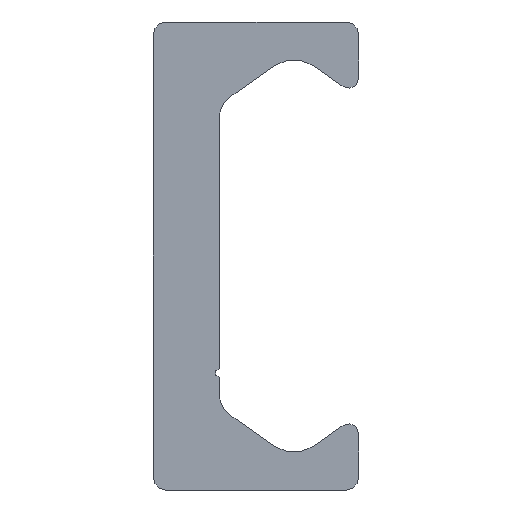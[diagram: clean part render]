
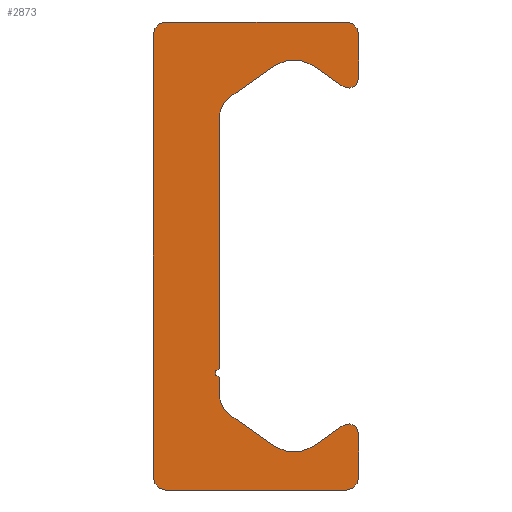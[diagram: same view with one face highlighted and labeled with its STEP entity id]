
A CAD part, left-side view. The second image highlights one B-rep face of the part: STEP entity #2873.
In plain terms, the highlighted planar face has unit normal (-1, 0, 0).
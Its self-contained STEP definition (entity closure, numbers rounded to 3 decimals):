
#1988=CARTESIAN_POINT('',(0.0,2.2,-8.283));
#1989=VERTEX_POINT('',#1988);
#1996=CARTESIAN_POINT('',(0.0,1.56,-9.512));
#1997=VERTEX_POINT('',#1996);
#1998=CARTESIAN_POINT('',(0.0,0.7,-8.283));
#1999=DIRECTION('',(-1.0,0.0,0.0));
#2000=DIRECTION('',(0.0,-0.574,0.819));
#2001=AXIS2_PLACEMENT_3D('',#1998,#1999,#2000);
#2002=CIRCLE('',#2001,1.5);
#2003=EDGE_CURVE('',#1989,#1997,#2002,.T.);
#2027=CARTESIAN_POINT('',(0.0,2.2,-7.25));
#2028=VERTEX_POINT('',#2027);
#2035=CARTESIAN_POINT('',(0.0,2.2,-7.25));
#2036=DIRECTION('',(0.0,0.0,-1.0));
#2037=VECTOR('',#2036,1.033);
#2038=LINE('',#2035,#2037);
#2039=EDGE_CURVE('',#2028,#1989,#2038,.T.);
#2059=CARTESIAN_POINT('',(0.0,2.2,-6.75));
#2060=VERTEX_POINT('',#2059);
#2067=CARTESIAN_POINT('',(0.0,2.2,-7.));
#2068=DIRECTION('',(-1.0,0.0,0.0));
#2069=DIRECTION('',(0.0,-1.0,0.0));
#2070=AXIS2_PLACEMENT_3D('',#2067,#2068,#2069);
#2071=CIRCLE('',#2070,0.25);
#2072=EDGE_CURVE('',#2060,#2028,#2071,.T.);
#2091=CARTESIAN_POINT('',(0.0,2.2,8.283));
#2092=VERTEX_POINT('',#2091);
#2099=CARTESIAN_POINT('',(0.0,2.2,8.283));
#2100=DIRECTION('',(0.0,0.0,-1.0));
#2101=VECTOR('',#2100,15.033);
#2102=LINE('',#2099,#2101);
#2103=EDGE_CURVE('',#2092,#2060,#2102,.T.);
#2207=CARTESIAN_POINT('',(0.0,1.56,9.512));
#2208=VERTEX_POINT('',#2207);
#2215=CARTESIAN_POINT('',(0.0,0.7,8.283));
#2216=DIRECTION('',(-1.0,0.0,0.0));
#2217=DIRECTION('',(0.0,-1.0,0.0));
#2218=AXIS2_PLACEMENT_3D('',#2215,#2216,#2217);
#2219=CIRCLE('',#2218,1.5);
#2220=EDGE_CURVE('',#2208,#2092,#2219,.T.);
#2239=CARTESIAN_POINT('',(0.0,-1.123,11.391));
#2240=VERTEX_POINT('',#2239);
#2247=CARTESIAN_POINT('',(0.0,-1.123,11.391));
#2248=DIRECTION('',(0.0,0.819,-0.574));
#2249=VECTOR('',#2248,3.276);
#2250=LINE('',#2247,#2249);
#2251=EDGE_CURVE('',#2240,#2208,#2250,.T.);
#2271=CARTESIAN_POINT('',(0.0,-3.417,11.391));
#2272=VERTEX_POINT('',#2271);
#2279=CARTESIAN_POINT('',(0.0,-2.27,9.753));
#2280=DIRECTION('',(-1.0,0.0,0.0));
#2281=DIRECTION('',(0.0,-0.574,-0.819));
#2282=AXIS2_PLACEMENT_3D('',#2279,#2280,#2281);
#2283=CIRCLE('',#2282,2.);
#2284=EDGE_CURVE('',#2272,#2240,#2283,.T.);
#2303=CARTESIAN_POINT('',(0.0,-5.206,10.139));
#2304=VERTEX_POINT('',#2303);
#2311=CARTESIAN_POINT('',(0.0,-5.206,10.139));
#2312=DIRECTION('',(0.0,0.819,0.574));
#2313=VECTOR('',#2312,2.184);
#2314=LINE('',#2311,#2313);
#2315=EDGE_CURVE('',#2304,#2272,#2314,.T.);
#2335=CARTESIAN_POINT('',(0.0,-6.15,10.63));
#2336=VERTEX_POINT('',#2335);
#2343=CARTESIAN_POINT('',(0.0,-5.55,10.63));
#2344=DIRECTION('',(1.0,0.0,0.0));
#2345=DIRECTION('',(0.0,-1.0,0.0));
#2346=AXIS2_PLACEMENT_3D('',#2343,#2344,#2345);
#2347=CIRCLE('',#2346,0.6);
#2348=EDGE_CURVE('',#2336,#2304,#2347,.T.);
#2367=CARTESIAN_POINT('',(0.0,-6.15,13.25));
#2368=VERTEX_POINT('',#2367);
#2375=CARTESIAN_POINT('',(0.0,-6.15,13.25));
#2376=DIRECTION('',(0.0,0.0,-1.0));
#2377=VECTOR('',#2376,2.62);
#2378=LINE('',#2375,#2377);
#2379=EDGE_CURVE('',#2368,#2336,#2378,.T.);
#2400=CARTESIAN_POINT('',(0.0,5.4,14.));
#2401=VERTEX_POINT('',#2400);
#2408=CARTESIAN_POINT('',(0.0,-5.4,14.));
#2409=VERTEX_POINT('',#2408);
#2410=CARTESIAN_POINT('',(0.0,5.4,14.));
#2411=DIRECTION('',(0.0,-1.0,0.0));
#2412=VECTOR('',#2411,10.8);
#2413=LINE('',#2410,#2412);
#2414=EDGE_CURVE('',#2401,#2409,#2413,.T.);
#2440=CARTESIAN_POINT('',(0.0,6.15,-13.25));
#2441=VERTEX_POINT('',#2440);
#2448=CARTESIAN_POINT('',(0.0,6.15,13.25));
#2449=VERTEX_POINT('',#2448);
#2450=CARTESIAN_POINT('',(0.0,6.15,-13.25));
#2451=DIRECTION('',(0.0,0.0,1.0));
#2452=VECTOR('',#2451,26.5);
#2453=LINE('',#2450,#2452);
#2454=EDGE_CURVE('',#2441,#2449,#2453,.T.);
#2564=CARTESIAN_POINT('',(0.0,-5.4,-14.));
#2565=VERTEX_POINT('',#2564);
#2572=CARTESIAN_POINT('',(0.0,5.4,-14.));
#2573=VERTEX_POINT('',#2572);
#2574=CARTESIAN_POINT('',(0.0,-5.4,-14.));
#2575=DIRECTION('',(0.0,1.0,0.0));
#2576=VECTOR('',#2575,10.8);
#2577=LINE('',#2574,#2576);
#2578=EDGE_CURVE('',#2565,#2573,#2577,.T.);
#2604=CARTESIAN_POINT('',(0.0,-6.15,-10.63));
#2605=VERTEX_POINT('',#2604);
#2612=CARTESIAN_POINT('',(0.0,-6.15,-13.25));
#2613=VERTEX_POINT('',#2612);
#2614=CARTESIAN_POINT('',(0.0,-6.15,-10.63));
#2615=DIRECTION('',(0.0,0.0,-1.0));
#2616=VECTOR('',#2615,2.62);
#2617=LINE('',#2614,#2616);
#2618=EDGE_CURVE('',#2605,#2613,#2617,.T.);
#2643=CARTESIAN_POINT('',(0.0,-5.206,-10.139));
#2644=VERTEX_POINT('',#2643);
#2651=CARTESIAN_POINT('',(0.0,-5.55,-10.63));
#2652=DIRECTION('',(1.0,0.0,0.0));
#2653=DIRECTION('',(0.0,0.574,0.819));
#2654=AXIS2_PLACEMENT_3D('',#2651,#2652,#2653);
#2655=CIRCLE('',#2654,0.6);
#2656=EDGE_CURVE('',#2644,#2605,#2655,.T.);
#2675=CARTESIAN_POINT('',(0.0,-3.417,-11.391));
#2676=VERTEX_POINT('',#2675);
#2683=CARTESIAN_POINT('',(0.0,-3.417,-11.391));
#2684=DIRECTION('',(0.0,-0.819,0.574));
#2685=VECTOR('',#2684,2.184);
#2686=LINE('',#2683,#2685);
#2687=EDGE_CURVE('',#2676,#2644,#2686,.T.);
#2707=CARTESIAN_POINT('',(0.0,-1.123,-11.391));
#2708=VERTEX_POINT('',#2707);
#2715=CARTESIAN_POINT('',(0.0,-2.27,-9.753));
#2716=DIRECTION('',(-1.0,0.0,0.0));
#2717=DIRECTION('',(0.0,0.574,0.819));
#2718=AXIS2_PLACEMENT_3D('',#2715,#2716,#2717);
#2719=CIRCLE('',#2718,2.);
#2720=EDGE_CURVE('',#2708,#2676,#2719,.T.);
#2738=CARTESIAN_POINT('',(0.0,1.56,-9.512));
#2739=DIRECTION('',(0.0,-0.819,-0.574));
#2740=VECTOR('',#2739,3.276);
#2741=LINE('',#2738,#2740);
#2742=EDGE_CURVE('',#1997,#2708,#2741,.T.);
#2754=CARTESIAN_POINT('',(0.0,-5.4,-13.25));
#2755=DIRECTION('',(1.0,0.0,0.0));
#2756=DIRECTION('',(0.0,1.0,0.0));
#2757=AXIS2_PLACEMENT_3D('',#2754,#2755,#2756);
#2758=CIRCLE('',#2757,0.75);
#2759=EDGE_CURVE('',#2613,#2565,#2758,.T.);
#2778=CARTESIAN_POINT('',(0.0,5.4,-13.25));
#2779=DIRECTION('',(1.0,0.0,0.0));
#2780=DIRECTION('',(0.0,1.0,0.0));
#2781=AXIS2_PLACEMENT_3D('',#2778,#2779,#2780);
#2782=CIRCLE('',#2781,0.75);
#2783=EDGE_CURVE('',#2573,#2441,#2782,.T.);
#2802=CARTESIAN_POINT('',(0.0,5.4,13.25));
#2803=DIRECTION('',(1.0,0.0,0.0));
#2804=DIRECTION('',(0.0,1.0,0.0));
#2805=AXIS2_PLACEMENT_3D('',#2802,#2803,#2804);
#2806=CIRCLE('',#2805,0.75);
#2807=EDGE_CURVE('',#2449,#2401,#2806,.T.);
#2826=CARTESIAN_POINT('',(0.0,-5.4,13.25));
#2827=DIRECTION('',(1.0,0.0,0.0));
#2828=DIRECTION('',(0.0,1.0,0.0));
#2829=AXIS2_PLACEMENT_3D('',#2826,#2827,#2828);
#2830=CIRCLE('',#2829,0.75);
#2831=EDGE_CURVE('',#2409,#2368,#2830,.T.);
#2844=CARTESIAN_POINT('',(0.0,-5.436,13.286));
#2845=DIRECTION('',(1.0,0.0,0.0));
#2846=DIRECTION('',(0.0,0.0,-1.0));
#2847=AXIS2_PLACEMENT_3D('',#2844,#2845,#2846);
#2848=PLANE('',#2847);
#2849=ORIENTED_EDGE('',*,*,#2831,.F.);
#2850=ORIENTED_EDGE('',*,*,#2414,.F.);
#2851=ORIENTED_EDGE('',*,*,#2807,.F.);
#2852=ORIENTED_EDGE('',*,*,#2454,.F.);
#2853=ORIENTED_EDGE('',*,*,#2783,.F.);
#2854=ORIENTED_EDGE('',*,*,#2578,.F.);
#2855=ORIENTED_EDGE('',*,*,#2759,.F.);
#2856=ORIENTED_EDGE('',*,*,#2618,.F.);
#2857=ORIENTED_EDGE('',*,*,#2656,.F.);
#2858=ORIENTED_EDGE('',*,*,#2687,.F.);
#2859=ORIENTED_EDGE('',*,*,#2720,.F.);
#2860=ORIENTED_EDGE('',*,*,#2742,.F.);
#2861=ORIENTED_EDGE('',*,*,#2003,.F.);
#2862=ORIENTED_EDGE('',*,*,#2039,.F.);
#2863=ORIENTED_EDGE('',*,*,#2072,.F.);
#2864=ORIENTED_EDGE('',*,*,#2103,.F.);
#2865=ORIENTED_EDGE('',*,*,#2220,.F.);
#2866=ORIENTED_EDGE('',*,*,#2251,.F.);
#2867=ORIENTED_EDGE('',*,*,#2284,.F.);
#2868=ORIENTED_EDGE('',*,*,#2315,.F.);
#2869=ORIENTED_EDGE('',*,*,#2348,.F.);
#2870=ORIENTED_EDGE('',*,*,#2379,.F.);
#2871=EDGE_LOOP('',(#2849,#2850,#2851,#2852,#2853,#2854,#2855,#2856,#2857,#2858,#2859,#2860,#2861,#2862,#2863,#2864,#2865,#2866,#2867,#2868,#2869,#2870));
#2872=FACE_OUTER_BOUND('',#2871,.T.);
#2873=ADVANCED_FACE('',(#2872),#2848,.F.);
